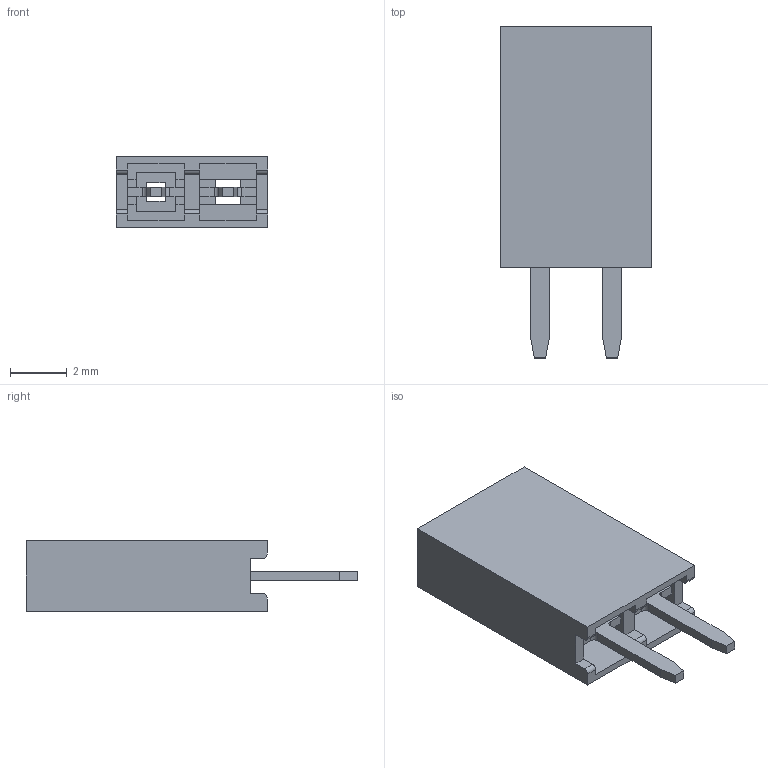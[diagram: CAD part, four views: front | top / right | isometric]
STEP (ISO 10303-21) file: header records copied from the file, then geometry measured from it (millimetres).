
FILE_DESCRIPTION(('STEP AP214'),'1');
FILE_NAME('female_header_a-bl254-eg-g02d.stp','2016-04-06T03:23:10',('TraceParts'),('TraceParts S.A.'),'Spatial InterOp 3D',' ',' ');
FILE_SCHEMA(('automotive_design'));
Length unit declared in the file: millimetre
Products named in the file (1): 1
Bounding box: 5.33 x 11.7 x 2.5 mm (x, y, z)
Volume: 51.8 mm3; surface area: 307.3 mm2
Topology: 1 solids, 1 shells, 88 faces, 246 edges, 160 vertices
Faces by surface type: plane 78, cylinder 10
Entity records: 3510 total; most frequent: CARTESIAN_POINT 495, ORIENTED_EDGE 492, DIRECTION 444, EDGE_CURVE 246, LINE 226, VECTOR 226, VERTEX_POINT 160, AXIS2_PLACEMENT_3D 109
